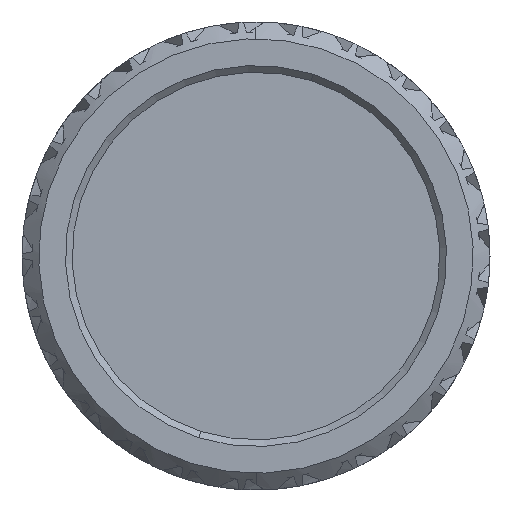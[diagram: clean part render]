
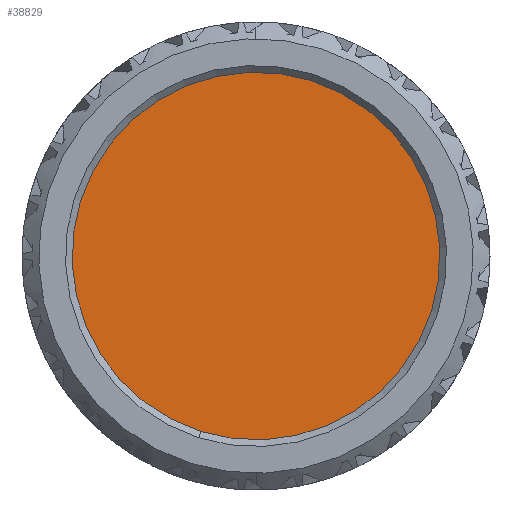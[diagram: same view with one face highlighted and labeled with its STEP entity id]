
A CAD part, left-side view. The second image highlights one B-rep face of the part: STEP entity #38829.
In plain terms, the highlighted planar face has unit normal (-1, 0, 0).
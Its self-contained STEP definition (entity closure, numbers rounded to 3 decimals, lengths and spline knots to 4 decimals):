
#7618 = DIRECTION ( 'NONE',  ( -1., 0., 0. ) ) ;
#13843 = CIRCLE ( 'NONE', #54355, 2.75 ) ;
#14188 = PLANE ( 'NONE',  #36788 ) ;
#14538 = ORIENTED_EDGE ( 'NONE', *, *, #37057, .T. ) ;
#22470 = CARTESIAN_POINT ( 'NONE',  ( -22.7779, -0.8268, 2.6228 ) ) ;
#26864 = VERTEX_POINT ( 'NONE', #22470 ) ;
#27017 = ORIENTED_EDGE ( 'NONE', *, *, #54411, .T. ) ;
#33401 = FACE_OUTER_BOUND ( 'NONE', #53813, .T. ) ;
#33716 = DIRECTION ( 'NONE',  ( 1., 0., 0. ) ) ;
#36788 = AXIS2_PLACEMENT_3D ( 'NONE', #63242, #33716, #38284 ) ;
#37057 = EDGE_CURVE ( 'NONE', #52064, #26864, #53371, .T. ) ;
#37526 = DIRECTION ( 'NONE',  ( -1., 0., 0. ) ) ;
#37851 = CARTESIAN_POINT ( 'NONE',  ( -22.7779, 0., 0. ) ) ;
#38284 = DIRECTION ( 'NONE',  ( 0., 0., -1. ) ) ;
#38829 = ADVANCED_FACE ( 'NONE', ( #33401 ), #14188, .F. ) ;
#43040 = CARTESIAN_POINT ( 'NONE',  ( -22.7779, 0., 0. ) ) ;
#47565 = DIRECTION ( 'NONE',  ( 0., 0., -1. ) ) ;
#52064 = VERTEX_POINT ( 'NONE', #57751 ) ;
#52127 = DIRECTION ( 'NONE',  ( 0., 0., -1. ) ) ;
#53371 = CIRCLE ( 'NONE', #59627, 2.75 ) ;
#53813 = EDGE_LOOP ( 'NONE', ( #27017, #14538 ) ) ;
#54355 = AXIS2_PLACEMENT_3D ( 'NONE', #43040, #7618, #52127 ) ;
#54411 = EDGE_CURVE ( 'NONE', #26864, #52064, #13843, .T. ) ;
#57751 = CARTESIAN_POINT ( 'NONE',  ( -22.7779, 0.8268, -2.6228 ) ) ;
#59627 = AXIS2_PLACEMENT_3D ( 'NONE', #37851, #37526, #47565 ) ;
#63242 = CARTESIAN_POINT ( 'NONE',  ( -22.7779, 3.0183, 0. ) ) ;
